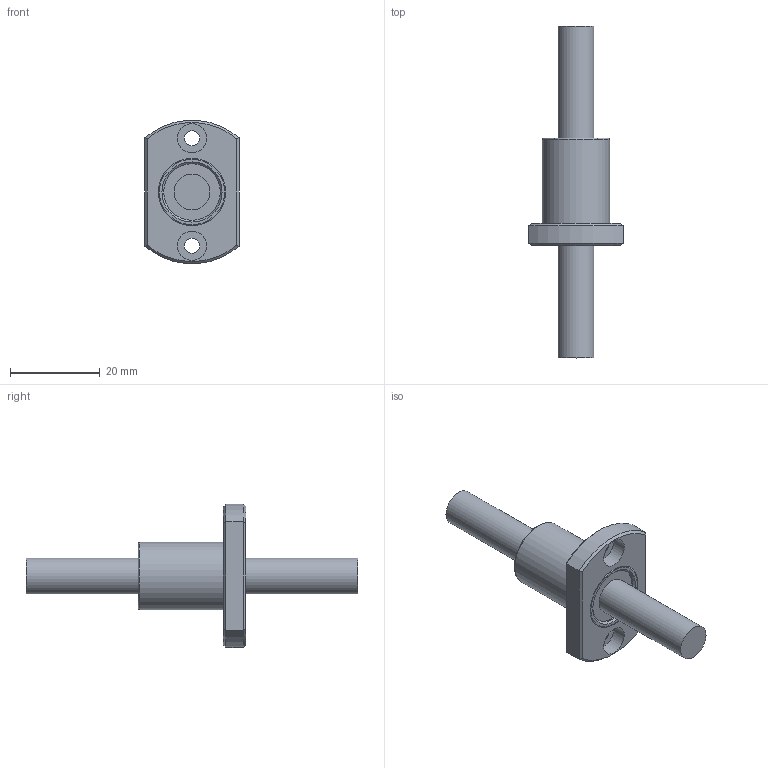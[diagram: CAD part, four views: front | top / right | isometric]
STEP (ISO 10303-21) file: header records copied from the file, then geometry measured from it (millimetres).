
FILE_DESCRIPTION((''),'2;1');
FILE_NAME('LMH8.stp','2013-02-05T13:15:34',('user2'),(''),'Autodesk Inventor 2012','Autodesk Inventor 2012','');
FILE_SCHEMA(('AUTOMOTIVE_DESIGN { 1 0 10303 214 1 1 1 1 }'));
Length unit declared in the file: millimetre
Products named in the file (1): LMH8
Bounding box: 21 x 74 x 31.9 mm (x, y, z)
Volume: 8586.4 mm3; surface area: 4024.7 mm2
Topology: 1 solids, 1 shells, 36 faces, 68 edges, 42 vertices
Faces by surface type: plane 16, cylinder 12, cone 6, torus 2
Full cylindrical faces by diameter (mm): 3.4 x2, 6.5 x2, 8 x2, 12.6 x2, 15 x2
Entity records: 850 total; most frequent: DIRECTION 150, CARTESIAN_POINT 145, ORIENTED_EDGE 104, AXIS2_PLACEMENT_3D 69, EDGE_LOOP 62, EDGE_CURVE 52, VERTEX_POINT 40, FACE_OUTER_BOUND 36
